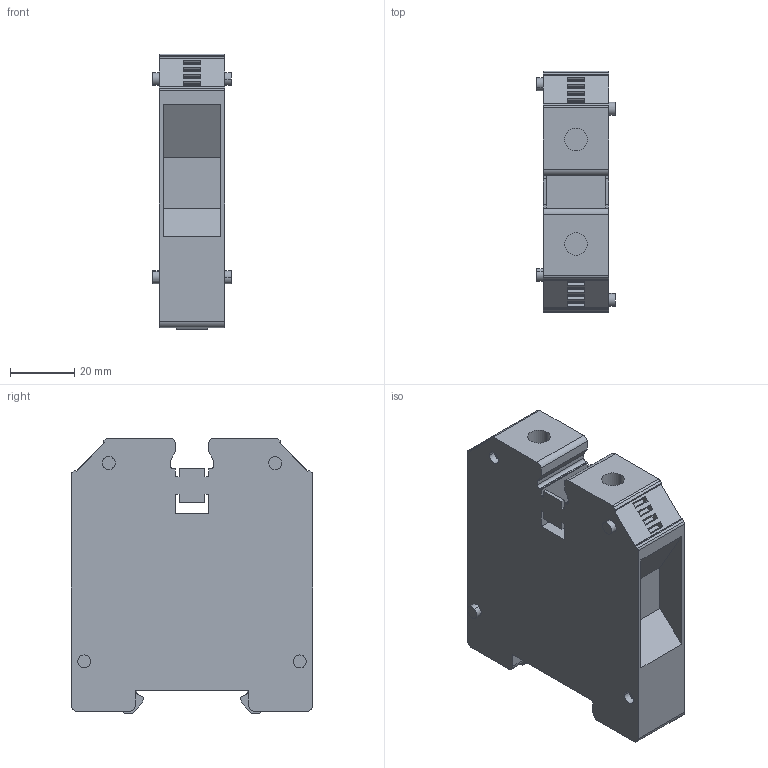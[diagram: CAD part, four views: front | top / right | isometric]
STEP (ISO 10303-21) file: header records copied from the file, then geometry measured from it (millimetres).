
FILE_DESCRIPTION(('CATIA V5 STEP Exchange','CAx-IF Rec.Pracs.--- Model Styling and Organization---1.4--- 2014-01-23'),'2;1');
FILE_NAME ('D1465000_0', '2020-02-11T12:05:22+00:00', ('none'), ('Weidmueller'), 'CATIA Version 5-6 Release 2016 SP3 HF44', 'CATIA V5 STEP AP214', 'none');
FILE_SCHEMA(('AUTOMOTIVE_DESIGN { 1 0 10303 214 1 1 1 1 }'));
Length unit declared in the file: millimetre
Products named in the file (1): 9512420000_WDU_70N-35_BL
Bounding box: 24.4 x 75 x 85.71 mm (x, y, z)
Volume: 107390.9 mm3; surface area: 21555.3 mm2
Topology: 1 solids, 1 shells, 322 faces, 914 edges, 612 vertices
Faces by surface type: plane 196, cylinder 126
Entity records: 9891 total; most frequent: ORIENTED_EDGE 1828, CARTESIAN_POINT 1785, DIRECTION 1400, EDGE_CURVE 914, VECTOR 648, LINE 648, VERTEX_POINT 612, AXIS2_PLACEMENT_3D 505
